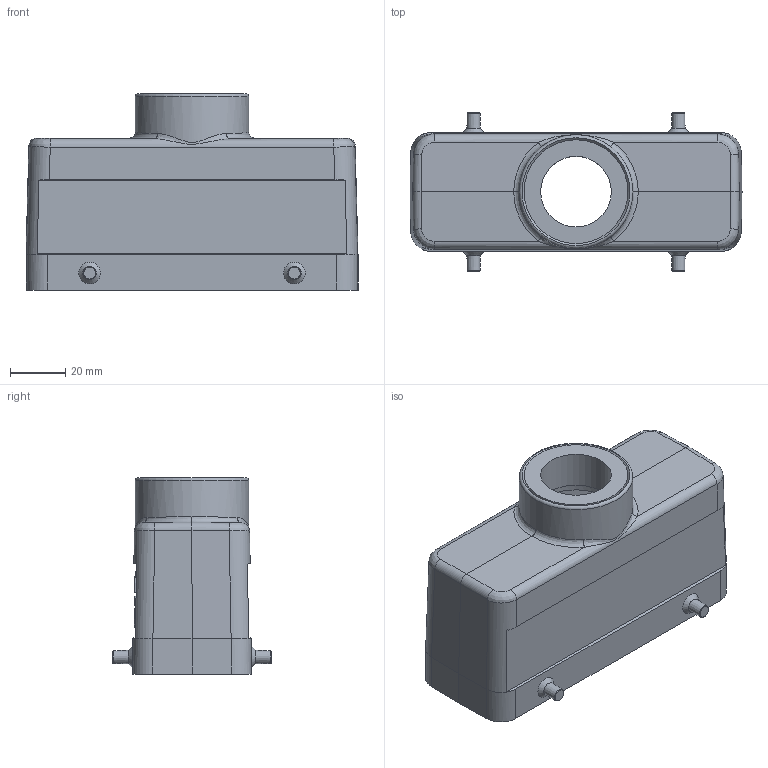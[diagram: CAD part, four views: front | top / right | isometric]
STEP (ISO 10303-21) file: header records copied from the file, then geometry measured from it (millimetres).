
FILE_DESCRIPTION((''),'2;1');
FILE_NAME('05300241461.stp','2020-07-14T15:29:38',('e.eickhoff'),(''),'Autodesk Inventor 2012','Autodesk Inventor 2012','');
FILE_SCHEMA(('AUTOMOTIVE_DESIGN { 1 0 10303 214 1 1 1 1 }'));
Length unit declared in the file: millimetre
Products named in the file (3): 05300241461; M25-PG29 Adapter
Assembly tree (2 placements, depth 2):
  05300241461
    05300241461
    M25-PG29 Adapter
Bounding box: 120 x 57.2 x 71 mm (x, y, z)
Volume: 76195.6 mm3; surface area: 49092.4 mm2
Topology: 2 solids, 2 shells, 271 faces, 679 edges, 423 vertices
Faces by surface type: plane 144, cylinder 61, bspline 38, cone 19, torus 9
Full cylindrical faces by diameter (mm): 3 x4, 25.5 x1, 32 x1, 37 x1, 37.5 x1, 41 x1
Entity records: 9396 total; most frequent: CARTESIAN_POINT 3014, ORIENTED_EDGE 1268, DIRECTION 1258, EDGE_CURVE 634, AXIS2_PLACEMENT_3D 436, VERTEX_POINT 413, VECTOR 386, LINE 386
